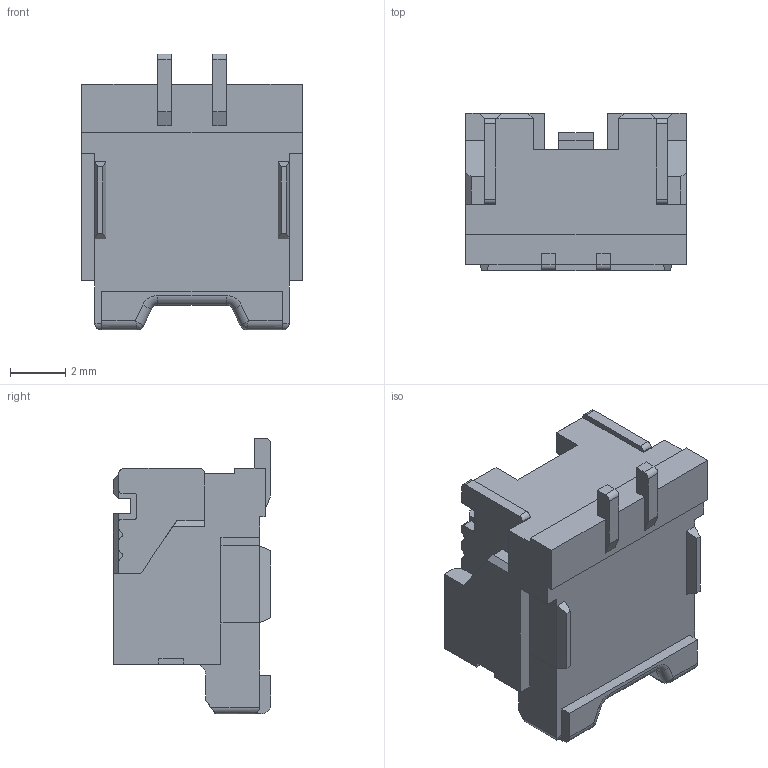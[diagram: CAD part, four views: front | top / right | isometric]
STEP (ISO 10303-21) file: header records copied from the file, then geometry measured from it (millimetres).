
FILE_DESCRIPTION(/* description */ (''),/* implementation_level */ '2;1');
FILE_NAME(/* name */ 'SM02B-PASS-TBT-LF--SN.step',/* time_stamp */ '2021-02-25T04:11:34-08:00',/* author */ (''),/* organization */ (''),/* preprocessor_version */ 'ST-DEVELOPER v18.1',/* originating_system */ 'Autodesk Translation Framework v9.7.1.1290',/* authorisation */ '');
FILE_SCHEMA (('AUTOMOTIVE_DESIGN { 1 0 10303 214 3 1 1 }'));
Length unit declared in the file: millimetre
Products named in the file (1): SM02B-PASS-TBT-LF--SN---3DModel-STEP-56544
Bounding box: 8 x 5.7 x 10 mm (x, y, z)
Volume: 217.6 mm3; surface area: 576.5 mm2
Topology: 10 solids, 10 shells, 263 faces, 677 edges, 432 vertices
Faces by surface type: plane 214, cylinder 43, cone 2, bspline 2, torus 2
Entity records: 7901 total; most frequent: CARTESIAN_POINT 1417, ORIENTED_EDGE 1350, DIRECTION 1287, EDGE_CURVE 675, LINE 587, VECTOR 587, VERTEX_POINT 432, AXIS2_PLACEMENT_3D 350
